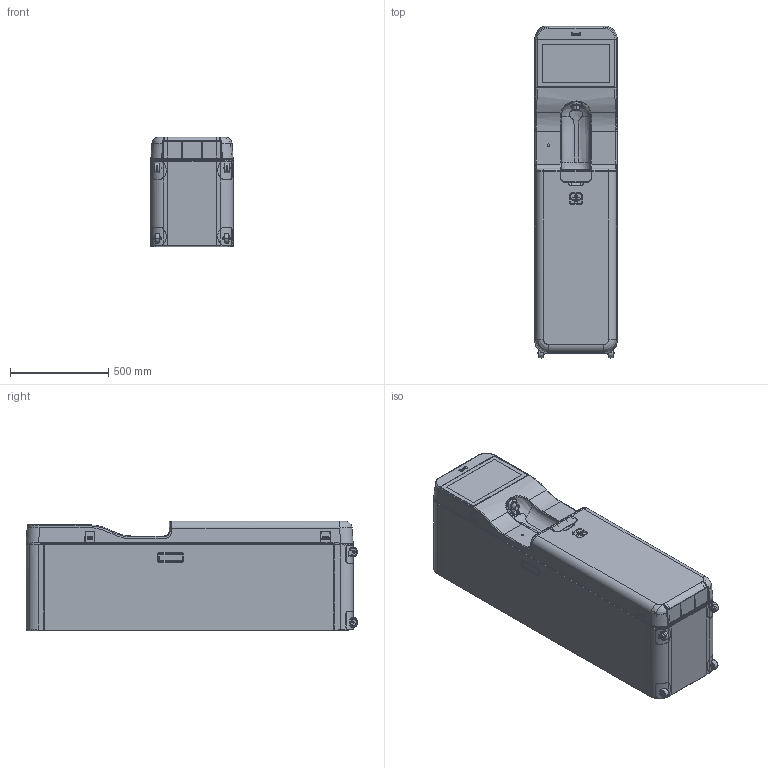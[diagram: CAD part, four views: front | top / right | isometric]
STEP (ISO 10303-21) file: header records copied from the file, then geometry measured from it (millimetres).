
FILE_DESCRIPTION (( 'STEP AP203' ), '1' );
FILE_NAME ('Standup 2.0 - Revit Model - R01.STEP', '2023-05-05T17:21:17', ( '' ), ( '' ), 'SwSTEP 2.0', 'SolidWorks 2022', '' );
FILE_SCHEMA (( 'CONFIG_CONTROL_DESIGN' ));
Products named in the file (1): Standup 2.0 - Revit Model - R01
Bounding box: 421.51 x 1686.14 x 558.57 mm (x, y, z)
Volume: 366773608 mm3; surface area: 3936983.7 mm2
Topology: 1 solids, 9 shells, 3064 faces, 7952 edges, 4969 vertices
Faces by surface type: plane 1043, bspline 754, cylinder 702, torus 278, cone 235, sphere 52
Entity records: 185260 total; most frequent: CARTESIAN_POINT 118212, ORIENTED_EDGE 15790, DIRECTION 11725, EDGE_CURVE 7895, VERTEX_POINT 4969, AXIS2_PLACEMENT_3D 4299, EDGE_LOOP 3288, LINE 3127
